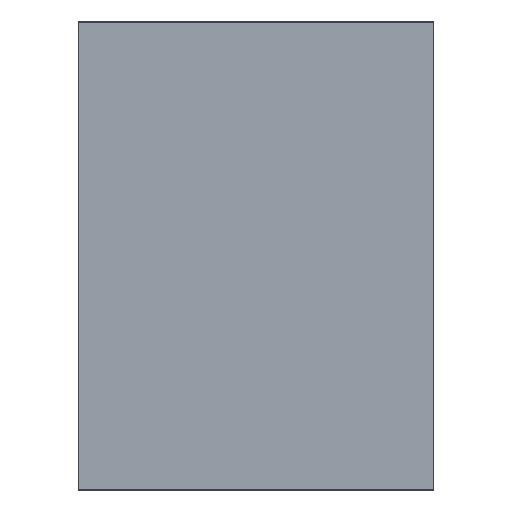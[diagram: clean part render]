
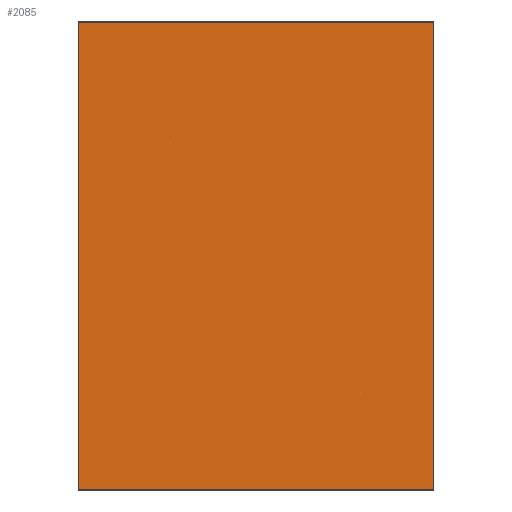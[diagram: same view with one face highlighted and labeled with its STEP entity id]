
A CAD part, left-side view. The second image highlights one B-rep face of the part: STEP entity #2085.
In plain terms, the highlighted planar face has unit normal (-1, 0, 0).
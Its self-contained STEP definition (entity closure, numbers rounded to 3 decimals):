
#102=ORIENTED_EDGE('',*,*,#537,.F.);
#103=ORIENTED_EDGE('',*,*,#524,.F.);
#104=ORIENTED_EDGE('',*,*,#485,.T.);
#105=ORIENTED_EDGE('',*,*,#516,.T.);
#485=EDGE_CURVE('',#708,#707,#855,.T.);
#516=EDGE_CURVE('',#707,#737,#886,.T.);
#524=EDGE_CURVE('',#708,#743,#894,.T.);
#537=EDGE_CURVE('',#743,#737,#907,.T.);
#707=VERTEX_POINT('',#2665);
#708=VERTEX_POINT('',#2667);
#737=VERTEX_POINT('',#2727);
#743=VERTEX_POINT('',#2745);
#855=LINE('',#2666,#1077);
#886=LINE('',#2728,#1108);
#894=LINE('',#2744,#1116);
#907=LINE('',#2770,#1129);
#1077=VECTOR('',#2264,1000.);
#1108=VECTOR('',#2297,1000.);
#1116=VECTOR('',#2311,1000.);
#1129=VECTOR('',#2334,1000.);
#1290=EDGE_LOOP('',(#102,#103,#104,#105));
#1372=FACE_BOUND('',#1290,.T.);
#1451=PLANE('',#2169);
#2085=ADVANCED_FACE('',(#1372),#1451,.T.);
#2169=AXIS2_PLACEMENT_3D('',#2769,#2332,#2333);
#2264=DIRECTION('',(0.,0.,1.));
#2297=DIRECTION('',(0.,1.,0.));
#2311=DIRECTION('',(0.,1.,0.));
#2332=DIRECTION('',(-1.,0.,0.));
#2333=DIRECTION('',(0.,0.,1.));
#2334=DIRECTION('',(0.,0.,1.));
#2665=CARTESIAN_POINT('',(-1.,-0.475,0.625));
#2666=CARTESIAN_POINT('',(-1.,-0.475,-0.625));
#2667=CARTESIAN_POINT('',(-1.,-0.475,-0.625));
#2727=CARTESIAN_POINT('',(-1.,0.475,0.625));
#2728=CARTESIAN_POINT('',(-1.,-0.475,0.625));
#2744=CARTESIAN_POINT('',(-1.,-0.475,-0.625));
#2745=CARTESIAN_POINT('',(-1.,0.475,-0.625));
#2769=CARTESIAN_POINT('',(-1.,-0.475,-0.625));
#2770=CARTESIAN_POINT('',(-1.,0.475,-0.625));
